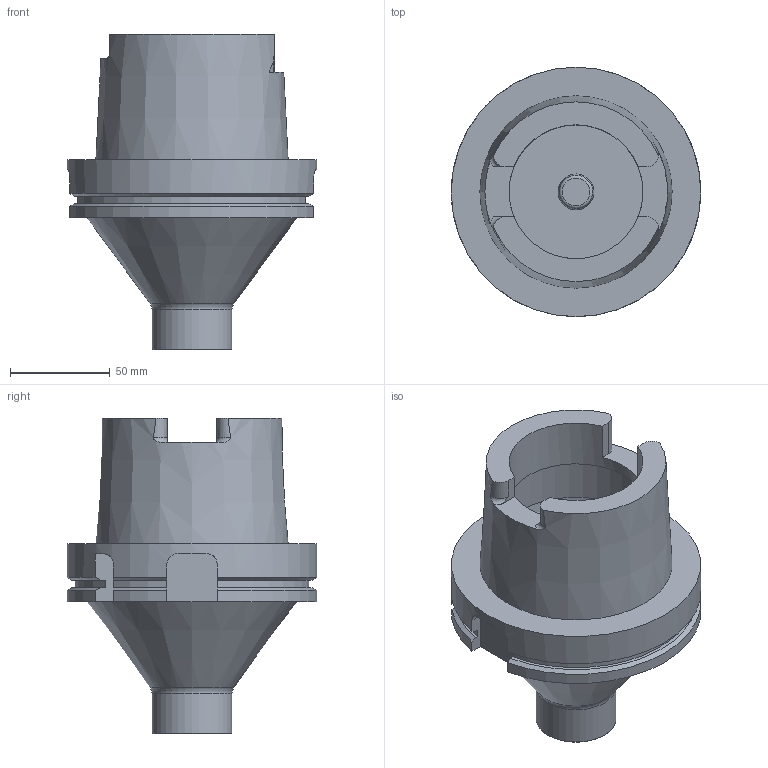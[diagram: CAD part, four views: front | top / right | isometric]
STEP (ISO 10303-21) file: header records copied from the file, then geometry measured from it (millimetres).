
FILE_DESCRIPTION(/* description */ (''),/* implementation_level */ '2;1');
FILE_NAME(/* name */ '7030_1_3D.STP',/* time_stamp */ '2023-01-18T08:50:22+01:00',/* author */ (''),/* organization */ ('SMS'),/* preprocessor_version */ 'ST-DEVELOPER v16.7',/* originating_system */ 'SIEMENS PLM Software NX 12.0',/* authorisation */ '');
FILE_SCHEMA (('AUTOMOTIVE_DESIGN { 1 0 10303 214 3 1 1 1 }'));
Length unit declared in the file: millimetre
Products named in the file (1): 7030_1_3D
Bounding box: 124.92 x 124.92 x 157.9 mm (x, y, z)
Volume: 661384.6 mm3; surface area: 83269.4 mm2
Topology: 1 solids, 1 shells, 70 faces, 188 edges, 123 vertices
Faces by surface type: plane 32, cylinder 21, cone 11, torus 6
Full cylindrical faces by diameter (mm): 18 x1, 40 x1, 67.06 x2, 80.095 x1, 124.92 x1
Entity records: 2191 total; most frequent: CARTESIAN_POINT 481, DIRECTION 352, ORIENTED_EDGE 334, EDGE_CURVE 167, AXIS2_PLACEMENT_3D 138, VERTEX_POINT 117, EDGE_LOOP 88, LINE 76
